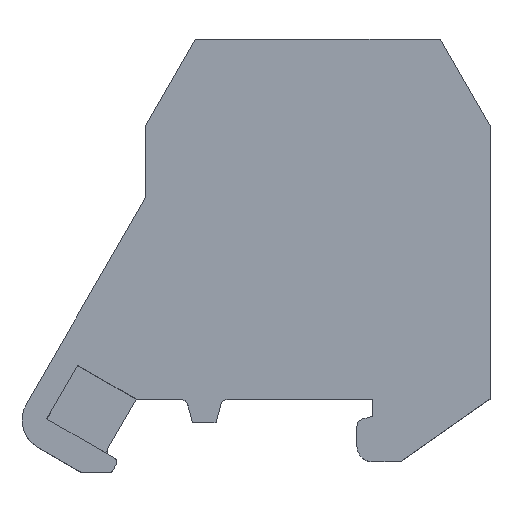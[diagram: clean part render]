
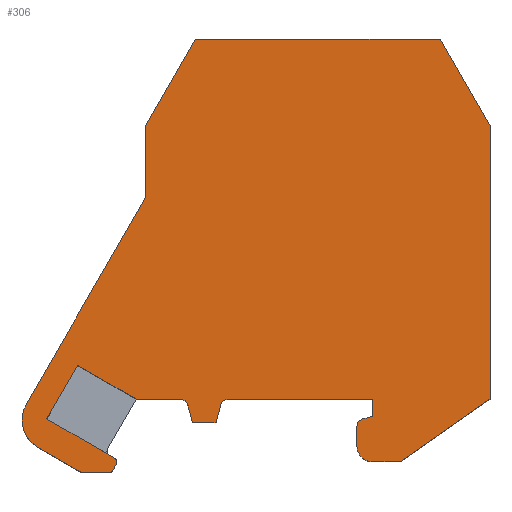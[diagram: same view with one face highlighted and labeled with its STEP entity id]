
A CAD part, top view. The second image highlights one B-rep face of the part: STEP entity #306.
In plain terms, the highlighted planar face has unit normal (0, 0, 1).
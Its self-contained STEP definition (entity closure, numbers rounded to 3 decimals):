
#111=FACE_OUTER_BOUND('',#384,.T.);
#143=LINE('',#1109,#224);
#144=LINE('',#1114,#225);
#145=LINE('',#1116,#226);
#146=LINE('',#1118,#227);
#147=LINE('',#1122,#228);
#148=LINE('',#1126,#229);
#149=LINE('',#1128,#230);
#150=LINE('',#1130,#231);
#151=LINE('',#1132,#232);
#152=LINE('',#1134,#233);
#153=LINE('',#1136,#234);
#154=LINE('',#1138,#235);
#155=LINE('',#1140,#236);
#156=LINE('',#1144,#237);
#157=LINE('',#1146,#238);
#158=LINE('',#1150,#239);
#159=LINE('',#1154,#240);
#160=LINE('',#1156,#241);
#161=LINE('',#1158,#242);
#162=LINE('',#1160,#243);
#163=LINE('',#1164,#244);
#164=LINE('',#1166,#245);
#224=VECTOR('',#904,1.);
#225=VECTOR('',#907,1.);
#226=VECTOR('',#908,1.);
#227=VECTOR('',#909,1.);
#228=VECTOR('',#912,1.);
#229=VECTOR('',#915,1.);
#230=VECTOR('',#916,1.);
#231=VECTOR('',#917,1.);
#232=VECTOR('',#918,1.);
#233=VECTOR('',#919,1.);
#234=VECTOR('',#920,1.);
#235=VECTOR('',#921,1.);
#236=VECTOR('',#922,1.);
#237=VECTOR('',#925,1.);
#238=VECTOR('',#926,1.);
#239=VECTOR('',#929,1.);
#240=VECTOR('',#932,1.);
#241=VECTOR('',#933,1.);
#242=VECTOR('',#934,1.);
#243=VECTOR('',#935,1.);
#244=VECTOR('',#938,1.);
#245=VECTOR('',#939,1.);
#306=ADVANCED_FACE('',(#111),#344,.T.);
#344=PLANE('',#844);
#384=EDGE_LOOP('',(#428,#429,#430,#431,#432,#433,#434,#435,#436,#437,#438,
#439,#440,#441,#442,#443,#444,#445,#446,#447,#448,#449,#450,#451,#452,#453,
#454,#455,#456));
#428=ORIENTED_EDGE('',*,*,#709,.T.);
#429=ORIENTED_EDGE('',*,*,#710,.F.);
#430=ORIENTED_EDGE('',*,*,#711,.T.);
#431=ORIENTED_EDGE('',*,*,#712,.T.);
#432=ORIENTED_EDGE('',*,*,#713,.T.);
#433=ORIENTED_EDGE('',*,*,#714,.T.);
#434=ORIENTED_EDGE('',*,*,#715,.T.);
#435=ORIENTED_EDGE('',*,*,#716,.T.);
#436=ORIENTED_EDGE('',*,*,#717,.T.);
#437=ORIENTED_EDGE('',*,*,#718,.T.);
#438=ORIENTED_EDGE('',*,*,#719,.T.);
#439=ORIENTED_EDGE('',*,*,#720,.T.);
#440=ORIENTED_EDGE('',*,*,#721,.T.);
#441=ORIENTED_EDGE('',*,*,#722,.T.);
#442=ORIENTED_EDGE('',*,*,#723,.T.);
#443=ORIENTED_EDGE('',*,*,#724,.T.);
#444=ORIENTED_EDGE('',*,*,#725,.T.);
#445=ORIENTED_EDGE('',*,*,#726,.T.);
#446=ORIENTED_EDGE('',*,*,#727,.T.);
#447=ORIENTED_EDGE('',*,*,#728,.T.);
#448=ORIENTED_EDGE('',*,*,#729,.T.);
#449=ORIENTED_EDGE('',*,*,#730,.T.);
#450=ORIENTED_EDGE('',*,*,#731,.T.);
#451=ORIENTED_EDGE('',*,*,#732,.F.);
#452=ORIENTED_EDGE('',*,*,#733,.F.);
#453=ORIENTED_EDGE('',*,*,#734,.T.);
#454=ORIENTED_EDGE('',*,*,#735,.F.);
#455=ORIENTED_EDGE('',*,*,#736,.T.);
#456=ORIENTED_EDGE('',*,*,#737,.T.);
#638=VERTEX_POINT('',#1110);
#639=VERTEX_POINT('',#1111);
#640=VERTEX_POINT('',#1113);
#641=VERTEX_POINT('',#1115);
#642=VERTEX_POINT('',#1117);
#643=VERTEX_POINT('',#1119);
#644=VERTEX_POINT('',#1121);
#645=VERTEX_POINT('',#1123);
#646=VERTEX_POINT('',#1125);
#647=VERTEX_POINT('',#1127);
#648=VERTEX_POINT('',#1129);
#649=VERTEX_POINT('',#1131);
#650=VERTEX_POINT('',#1133);
#651=VERTEX_POINT('',#1135);
#652=VERTEX_POINT('',#1137);
#653=VERTEX_POINT('',#1139);
#654=VERTEX_POINT('',#1141);
#655=VERTEX_POINT('',#1143);
#656=VERTEX_POINT('',#1145);
#657=VERTEX_POINT('',#1147);
#658=VERTEX_POINT('',#1149);
#659=VERTEX_POINT('',#1151);
#660=VERTEX_POINT('',#1153);
#661=VERTEX_POINT('',#1155);
#662=VERTEX_POINT('',#1157);
#663=VERTEX_POINT('',#1159);
#664=VERTEX_POINT('',#1161);
#665=VERTEX_POINT('',#1163);
#666=VERTEX_POINT('',#1165);
#709=EDGE_CURVE('',#638,#639,#143,.T.);
#710=EDGE_CURVE('',#640,#639,#814,.T.);
#711=EDGE_CURVE('',#640,#641,#144,.T.);
#712=EDGE_CURVE('',#641,#642,#145,.T.);
#713=EDGE_CURVE('',#642,#643,#146,.T.);
#714=EDGE_CURVE('',#643,#644,#815,.T.);
#715=EDGE_CURVE('',#644,#645,#147,.T.);
#716=EDGE_CURVE('',#645,#646,#816,.T.);
#717=EDGE_CURVE('',#646,#647,#148,.T.);
#718=EDGE_CURVE('',#647,#648,#149,.T.);
#719=EDGE_CURVE('',#648,#649,#150,.T.);
#720=EDGE_CURVE('',#649,#650,#151,.T.);
#721=EDGE_CURVE('',#650,#651,#152,.T.);
#722=EDGE_CURVE('',#651,#652,#153,.T.);
#723=EDGE_CURVE('',#652,#653,#154,.T.);
#724=EDGE_CURVE('',#653,#654,#155,.T.);
#725=EDGE_CURVE('',#654,#655,#817,.T.);
#726=EDGE_CURVE('',#655,#656,#156,.T.);
#727=EDGE_CURVE('',#656,#657,#157,.T.);
#728=EDGE_CURVE('',#657,#658,#818,.T.);
#729=EDGE_CURVE('',#658,#659,#158,.T.);
#730=EDGE_CURVE('',#659,#660,#819,.T.);
#731=EDGE_CURVE('',#660,#661,#159,.T.);
#732=EDGE_CURVE('',#662,#661,#160,.T.);
#733=EDGE_CURVE('',#663,#662,#161,.T.);
#734=EDGE_CURVE('',#663,#664,#162,.T.);
#735=EDGE_CURVE('',#665,#664,#820,.T.);
#736=EDGE_CURVE('',#665,#666,#163,.T.);
#737=EDGE_CURVE('',#666,#638,#164,.T.);
#814=CIRCLE('',#837,0.5);
#815=CIRCLE('',#838,0.5);
#816=CIRCLE('',#839,1.);
#817=CIRCLE('',#840,2.);
#818=CIRCLE('',#841,0.3);
#819=CIRCLE('',#842,0.3);
#820=CIRCLE('',#843,0.5);
#837=AXIS2_PLACEMENT_3D('',#1112,#905,#906);
#838=AXIS2_PLACEMENT_3D('',#1120,#910,#911);
#839=AXIS2_PLACEMENT_3D('',#1124,#913,#914);
#840=AXIS2_PLACEMENT_3D('',#1142,#923,#924);
#841=AXIS2_PLACEMENT_3D('',#1148,#927,#928);
#842=AXIS2_PLACEMENT_3D('',#1152,#930,#931);
#843=AXIS2_PLACEMENT_3D('',#1162,#936,#937);
#844=AXIS2_PLACEMENT_3D('',#1167,#940,#941);
#904=DIRECTION('',(0.259,0.966,0.));
#905=DIRECTION('',(0.,0.,1.));
#906=DIRECTION('',(1.,0.,0.));
#907=DIRECTION('',(1.,0.,0.));
#908=DIRECTION('',(0.,-1.,0.));
#909=DIRECTION('',(-0.966,-0.259,0.));
#910=DIRECTION('',(0.,0.,1.));
#911=DIRECTION('',(1.,0.,0.));
#912=DIRECTION('',(0.,-1.,0.));
#913=DIRECTION('',(0.,0.,1.));
#914=DIRECTION('',(1.,0.,0.));
#915=DIRECTION('',(1.,0.,0.));
#916=DIRECTION('',(0.819,0.574,0.));
#917=DIRECTION('',(0.,1.,0.));
#918=DIRECTION('',(-0.5,0.866,0.));
#919=DIRECTION('',(-1.,0.,0.));
#920=DIRECTION('',(-0.5,-0.866,0.));
#921=DIRECTION('',(0.,-1.,0.));
#922=DIRECTION('',(-0.5,-0.866,0.));
#923=DIRECTION('',(0.,0.,1.));
#924=DIRECTION('',(1.,0.,0.));
#925=DIRECTION('',(0.866,-0.5,0.));
#926=DIRECTION('',(1.,0.,0.));
#927=DIRECTION('',(0.,0.,1.));
#928=DIRECTION('',(1.,0.,0.));
#929=DIRECTION('',(0.5,0.866,0.));
#930=DIRECTION('',(0.,0.,1.));
#931=DIRECTION('',(1.,0.,0.));
#932=DIRECTION('',(-0.866,0.5,0.));
#933=DIRECTION('',(-0.5,-0.866,0.));
#934=DIRECTION('',(-0.866,0.5,0.));
#935=DIRECTION('',(1.,0.,0.));
#936=DIRECTION('',(0.,0.,1.));
#937=DIRECTION('',(1.,0.,0.));
#938=DIRECTION('',(0.259,-0.966,0.));
#939=DIRECTION('',(1.,0.,0.));
#940=DIRECTION('',(0.,0.,1.));
#941=DIRECTION('',(1.,0.,0.));
#1109=CARTESIAN_POINT('',(23.523,102.17,9.135));
#1110=CARTESIAN_POINT('',(23.523,102.17,9.135));
#1111=CARTESIAN_POINT('',(23.825,103.299,9.135));
#1112=CARTESIAN_POINT('',(24.308,103.17,9.135));
#1113=CARTESIAN_POINT('',(24.308,103.67,9.135));
#1114=CARTESIAN_POINT('',(24.308,103.67,9.135));
#1115=CARTESIAN_POINT('',(33.523,103.67,9.135));
#1116=CARTESIAN_POINT('',(33.523,103.67,9.135));
#1117=CARTESIAN_POINT('',(33.523,102.57,9.135));
#1118=CARTESIAN_POINT('',(33.523,102.57,9.135));
#1119=CARTESIAN_POINT('',(32.893,102.401,9.135));
#1120=CARTESIAN_POINT('',(33.023,101.918,9.135));
#1121=CARTESIAN_POINT('',(32.523,101.918,9.135));
#1122=CARTESIAN_POINT('',(32.523,101.918,9.135));
#1123=CARTESIAN_POINT('',(32.523,100.67,9.135));
#1124=CARTESIAN_POINT('',(33.523,100.67,9.135));
#1125=CARTESIAN_POINT('',(33.523,99.67,9.135));
#1126=CARTESIAN_POINT('',(33.523,99.67,9.135));
#1127=CARTESIAN_POINT('',(35.31,99.67,9.135));
#1128=CARTESIAN_POINT('',(35.31,99.67,9.135));
#1129=CARTESIAN_POINT('',(41.023,103.67,9.135));
#1130=CARTESIAN_POINT('',(41.023,103.67,9.135));
#1131=CARTESIAN_POINT('',(41.023,121.17,9.135));
#1132=CARTESIAN_POINT('',(41.023,121.17,9.135));
#1133=CARTESIAN_POINT('',(37.847,126.67,9.135));
#1134=CARTESIAN_POINT('',(37.847,126.67,9.135));
#1135=CARTESIAN_POINT('',(22.198,126.67,9.135));
#1136=CARTESIAN_POINT('',(22.198,126.67,9.135));
#1137=CARTESIAN_POINT('',(19.023,121.17,9.135));
#1138=CARTESIAN_POINT('',(19.023,121.17,9.135));
#1139=CARTESIAN_POINT('',(19.023,116.546,9.135));
#1140=CARTESIAN_POINT('',(19.023,116.546,9.135));
#1141=CARTESIAN_POINT('',(11.397,103.338,9.135));
#1142=CARTESIAN_POINT('',(13.129,102.338,9.135));
#1143=CARTESIAN_POINT('',(12.129,100.606,9.135));
#1144=CARTESIAN_POINT('',(12.129,100.606,9.135));
#1145=CARTESIAN_POINT('',(14.963,98.97,9.135));
#1146=CARTESIAN_POINT('',(14.963,98.97,9.135));
#1147=CARTESIAN_POINT('',(16.67,98.97,9.135));
#1148=CARTESIAN_POINT('',(16.67,99.27,9.135));
#1149=CARTESIAN_POINT('',(16.929,99.12,9.135));
#1150=CARTESIAN_POINT('',(16.929,99.12,9.135));
#1151=CARTESIAN_POINT('',(17.148,99.498,9.135));
#1152=CARTESIAN_POINT('',(16.888,99.648,9.135));
#1153=CARTESIAN_POINT('',(17.038,99.908,9.135));
#1154=CARTESIAN_POINT('',(17.038,99.908,9.135));
#1155=CARTESIAN_POINT('',(12.708,102.408,9.135));
#1156=CARTESIAN_POINT('',(14.683,105.829,9.135));
#1157=CARTESIAN_POINT('',(14.683,105.829,9.135));
#1158=CARTESIAN_POINT('',(18.423,103.67,9.135));
#1159=CARTESIAN_POINT('',(18.423,103.67,9.135));
#1160=CARTESIAN_POINT('',(18.423,103.67,9.135));
#1161=CARTESIAN_POINT('',(21.237,103.67,9.135));
#1162=CARTESIAN_POINT('',(21.237,103.17,9.135));
#1163=CARTESIAN_POINT('',(21.72,103.299,9.135));
#1164=CARTESIAN_POINT('',(21.72,103.299,9.135));
#1165=CARTESIAN_POINT('',(22.023,102.17,9.135));
#1166=CARTESIAN_POINT('',(22.023,102.17,9.135));
#1167=CARTESIAN_POINT('',(24.308,103.17,9.135));
